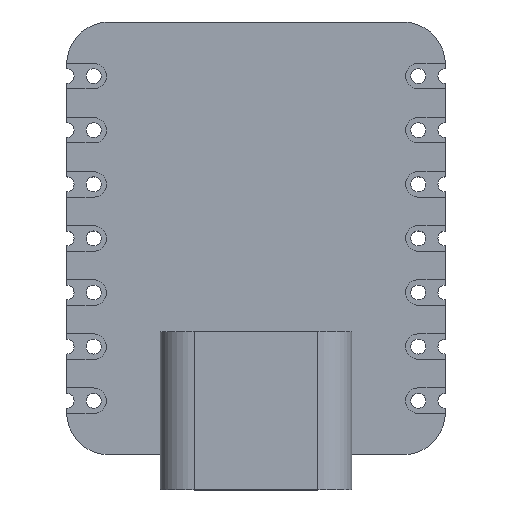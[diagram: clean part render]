
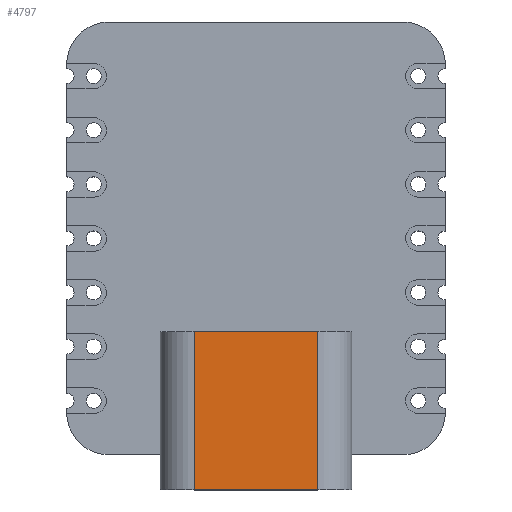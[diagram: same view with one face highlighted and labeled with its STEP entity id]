
A CAD part, top view. The second image highlights one B-rep face of the part: STEP entity #4797.
In plain terms, the highlighted planar face has unit normal (0, 0, 1).
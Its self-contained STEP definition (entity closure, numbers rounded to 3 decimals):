
#4467 = VERTEX_POINT('',#4468);
#4468 = CARTESIAN_POINT('',(-2.895,-11.81,4.46));
#4478 = PLANE('',#4479);
#4479 = AXIS2_PLACEMENT_3D('',#4480,#4481,#4482);
#4480 = CARTESIAN_POINT('',(0.,-11.81,2.855));
#4481 = DIRECTION('',(0.,1.,0.));
#4482 = DIRECTION('',(0.,0.,1.));
#4494 = CYLINDRICAL_SURFACE('',#4495,1.605);
#4495 = AXIS2_PLACEMENT_3D('',#4496,#4497,#4498);
#4496 = CARTESIAN_POINT('',(-2.895,-10.16,2.855));
#4497 = DIRECTION('',(0.,1.,0.));
#4498 = DIRECTION('',(1.,0.,0.));
#4506 = EDGE_CURVE('',#4467,#4507,#4509,.T.);
#4507 = VERTEX_POINT('',#4508);
#4508 = CARTESIAN_POINT('',(2.895,-11.81,4.46));
#4509 = SURFACE_CURVE('',#4510,(#4514,#4521),.PCURVE_S1.);
#4510 = LINE('',#4511,#4512);
#4511 = CARTESIAN_POINT('',(-2.895,-11.81,4.46));
#4512 = VECTOR('',#4513,1.);
#4513 = DIRECTION('',(1.,0.,0.));
#4514 = PCURVE('',#4478,#4515);
#4515 = DEFINITIONAL_REPRESENTATION('',(#4516),#4520);
#4516 = LINE('',#4517,#4518);
#4517 = CARTESIAN_POINT('',(1.605,-2.895));
#4518 = VECTOR('',#4519,1.);
#4519 = DIRECTION('',(0.,1.));
#4520 = ( GEOMETRIC_REPRESENTATION_CONTEXT(2) 
PARAMETRIC_REPRESENTATION_CONTEXT() REPRESENTATION_CONTEXT('2D SPACE',''
  ) );
#4521 = PCURVE('',#4522,#4527);
#4522 = PLANE('',#4523);
#4523 = AXIS2_PLACEMENT_3D('',#4524,#4525,#4526);
#4524 = CARTESIAN_POINT('',(0.,-8.1,4.46));
#4525 = DIRECTION('',(0.,0.,1.));
#4526 = DIRECTION('',(0.,-1.,0.));
#4527 = DEFINITIONAL_REPRESENTATION('',(#4528),#4532);
#4528 = LINE('',#4529,#4530);
#4529 = CARTESIAN_POINT('',(3.71,-2.895));
#4530 = VECTOR('',#4531,1.);
#4531 = DIRECTION('',(0.,1.));
#4532 = ( GEOMETRIC_REPRESENTATION_CONTEXT(2) 
PARAMETRIC_REPRESENTATION_CONTEXT() REPRESENTATION_CONTEXT('2D SPACE',''
  ) );
#4555 = CYLINDRICAL_SURFACE('',#4556,1.605);
#4556 = AXIS2_PLACEMENT_3D('',#4557,#4558,#4559);
#4557 = CARTESIAN_POINT('',(2.895,-10.16,2.855));
#4558 = DIRECTION('',(0.,1.,0.));
#4559 = DIRECTION('',(1.,0.,0.));
#4720 = EDGE_CURVE('',#4467,#4721,#4723,.T.);
#4721 = VERTEX_POINT('',#4722);
#4722 = CARTESIAN_POINT('',(-2.895,-4.39,4.46));
#4723 = SURFACE_CURVE('',#4724,(#4728,#4735),.PCURVE_S1.);
#4724 = LINE('',#4725,#4726);
#4725 = CARTESIAN_POINT('',(-2.895,-10.16,4.46));
#4726 = VECTOR('',#4727,1.);
#4727 = DIRECTION('',(0.,1.,0.));
#4728 = PCURVE('',#4494,#4729);
#4729 = DEFINITIONAL_REPRESENTATION('',(#4730),#4734);
#4730 = LINE('',#4731,#4732);
#4731 = CARTESIAN_POINT('',(-1.571,0.));
#4732 = VECTOR('',#4733,1.);
#4733 = DIRECTION('',(-0.,1.));
#4734 = ( GEOMETRIC_REPRESENTATION_CONTEXT(2) 
PARAMETRIC_REPRESENTATION_CONTEXT() REPRESENTATION_CONTEXT('2D SPACE',''
  ) );
#4735 = PCURVE('',#4522,#4736);
#4736 = DEFINITIONAL_REPRESENTATION('',(#4737),#4741);
#4737 = LINE('',#4738,#4739);
#4738 = CARTESIAN_POINT('',(2.06,-2.895));
#4739 = VECTOR('',#4740,1.);
#4740 = DIRECTION('',(-1.,0.));
#4741 = ( GEOMETRIC_REPRESENTATION_CONTEXT(2) 
PARAMETRIC_REPRESENTATION_CONTEXT() REPRESENTATION_CONTEXT('2D SPACE',''
  ) );
#4782 = PLANE('',#4783);
#4783 = AXIS2_PLACEMENT_3D('',#4784,#4785,#4786);
#4784 = CARTESIAN_POINT('',(0.,-4.39,2.855));
#4785 = DIRECTION('',(0.,1.,0.));
#4786 = DIRECTION('',(0.,0.,1.));
#4797 = ADVANCED_FACE('',(#4798),#4522,.T.);
#4798 = FACE_BOUND('',#4799,.T.);
#4799 = EDGE_LOOP('',(#4800,#4801,#4824,#4845));
#4800 = ORIENTED_EDGE('',*,*,#4506,.T.);
#4801 = ORIENTED_EDGE('',*,*,#4802,.F.);
#4802 = EDGE_CURVE('',#4803,#4507,#4805,.T.);
#4803 = VERTEX_POINT('',#4804);
#4804 = CARTESIAN_POINT('',(2.895,-4.39,4.46));
#4805 = SURFACE_CURVE('',#4806,(#4810,#4817),.PCURVE_S1.);
#4806 = LINE('',#4807,#4808);
#4807 = CARTESIAN_POINT('',(2.895,-10.16,4.46));
#4808 = VECTOR('',#4809,1.);
#4809 = DIRECTION('',(0.,-1.,0.));
#4810 = PCURVE('',#4522,#4811);
#4811 = DEFINITIONAL_REPRESENTATION('',(#4812),#4816);
#4812 = LINE('',#4813,#4814);
#4813 = CARTESIAN_POINT('',(2.06,2.895));
#4814 = VECTOR('',#4815,1.);
#4815 = DIRECTION('',(1.,0.));
#4816 = ( GEOMETRIC_REPRESENTATION_CONTEXT(2) 
PARAMETRIC_REPRESENTATION_CONTEXT() REPRESENTATION_CONTEXT('2D SPACE',''
  ) );
#4817 = PCURVE('',#4555,#4818);
#4818 = DEFINITIONAL_REPRESENTATION('',(#4819),#4823);
#4819 = LINE('',#4820,#4821);
#4820 = CARTESIAN_POINT('',(-7.854,0.));
#4821 = VECTOR('',#4822,1.);
#4822 = DIRECTION('',(-0.,-1.));
#4823 = ( GEOMETRIC_REPRESENTATION_CONTEXT(2) 
PARAMETRIC_REPRESENTATION_CONTEXT() REPRESENTATION_CONTEXT('2D SPACE',''
  ) );
#4824 = ORIENTED_EDGE('',*,*,#4825,.F.);
#4825 = EDGE_CURVE('',#4721,#4803,#4826,.T.);
#4826 = SURFACE_CURVE('',#4827,(#4831,#4838),.PCURVE_S1.);
#4827 = LINE('',#4828,#4829);
#4828 = CARTESIAN_POINT('',(-2.895,-4.39,4.46));
#4829 = VECTOR('',#4830,1.);
#4830 = DIRECTION('',(1.,0.,0.));
#4831 = PCURVE('',#4522,#4832);
#4832 = DEFINITIONAL_REPRESENTATION('',(#4833),#4837);
#4833 = LINE('',#4834,#4835);
#4834 = CARTESIAN_POINT('',(-3.71,-2.895));
#4835 = VECTOR('',#4836,1.);
#4836 = DIRECTION('',(0.,1.));
#4837 = ( GEOMETRIC_REPRESENTATION_CONTEXT(2) 
PARAMETRIC_REPRESENTATION_CONTEXT() REPRESENTATION_CONTEXT('2D SPACE',''
  ) );
#4838 = PCURVE('',#4782,#4839);
#4839 = DEFINITIONAL_REPRESENTATION('',(#4840),#4844);
#4840 = LINE('',#4841,#4842);
#4841 = CARTESIAN_POINT('',(1.605,-2.895));
#4842 = VECTOR('',#4843,1.);
#4843 = DIRECTION('',(0.,1.));
#4844 = ( GEOMETRIC_REPRESENTATION_CONTEXT(2) 
PARAMETRIC_REPRESENTATION_CONTEXT() REPRESENTATION_CONTEXT('2D SPACE',''
  ) );
#4845 = ORIENTED_EDGE('',*,*,#4720,.F.);
